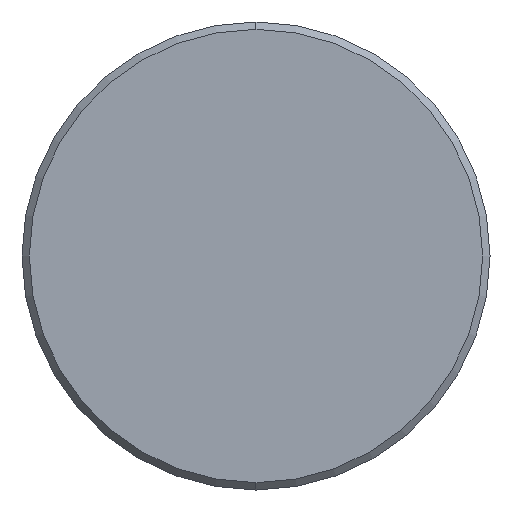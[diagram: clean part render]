
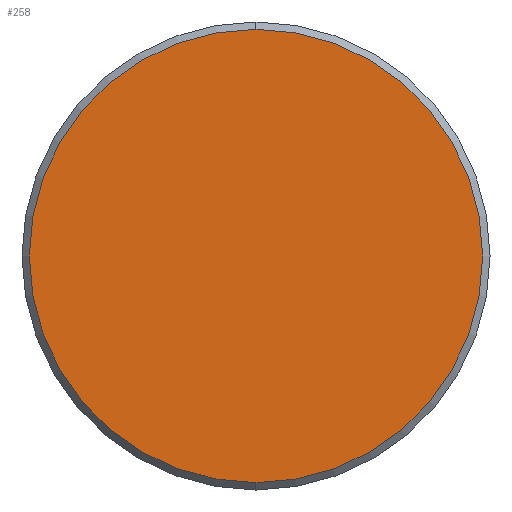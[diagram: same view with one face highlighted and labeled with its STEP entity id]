
A CAD part, left-side view. The second image highlights one B-rep face of the part: STEP entity #258.
In plain terms, the highlighted planar face has unit normal (-1, 0, 0).
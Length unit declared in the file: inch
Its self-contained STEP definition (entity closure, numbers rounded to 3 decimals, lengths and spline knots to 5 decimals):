
#14 = CARTESIAN_POINT ( 'NONE',  ( -0.10039, 0., 0.24213 ) ) ;
#27 = CARTESIAN_POINT ( 'NONE',  ( -0.10039, 0., 0. ) ) ;
#53 = DIRECTION ( 'NONE',  ( 0., 0., 1. ) ) ;
#65 = CARTESIAN_POINT ( 'NONE',  ( -0.10039, 0., -0.24213 ) ) ;
#71 = EDGE_CURVE ( 'NONE', #218, #234, #191, .T. ) ;
#99 = EDGE_LOOP ( 'NONE', ( #194, #119 ) ) ;
#119 = ORIENTED_EDGE ( 'NONE', *, *, #298, .T. ) ;
#121 = FACE_OUTER_BOUND ( 'NONE', #99, .T. ) ;
#128 = CARTESIAN_POINT ( 'NONE',  ( -0.10039, 0., 0. ) ) ;
#148 = DIRECTION ( 'NONE',  ( -1., 0., 0. ) ) ;
#151 = AXIS2_PLACEMENT_3D ( 'NONE', #128, #235, #307 ) ;
#191 = CIRCLE ( 'NONE', #224, 0.24213 ) ;
#194 = ORIENTED_EDGE ( 'NONE', *, *, #71, .T. ) ;
#202 = CARTESIAN_POINT ( 'NONE',  ( -0.10039, 0., 0. ) ) ;
#204 = DIRECTION ( 'NONE',  ( 0., 0., 1. ) ) ;
#207 = CIRCLE ( 'NONE', #251, 0.24213 ) ;
#218 = VERTEX_POINT ( 'NONE', #65 ) ;
#224 = AXIS2_PLACEMENT_3D ( 'NONE', #27, #148, #53 ) ;
#228 = DIRECTION ( 'NONE',  ( -1., 0., 0. ) ) ;
#234 = VERTEX_POINT ( 'NONE', #14 ) ;
#235 = DIRECTION ( 'NONE',  ( -1., 0., 0. ) ) ;
#251 = AXIS2_PLACEMENT_3D ( 'NONE', #202, #228, #204 ) ;
#258 = ADVANCED_FACE ( 'NONE', ( #121 ), #311, .T. ) ;
#298 = EDGE_CURVE ( 'NONE', #234, #218, #207, .T. ) ;
#307 = DIRECTION ( 'NONE',  ( 0., 0., 1. ) ) ;
#311 = PLANE ( 'NONE',  #151 ) ;
